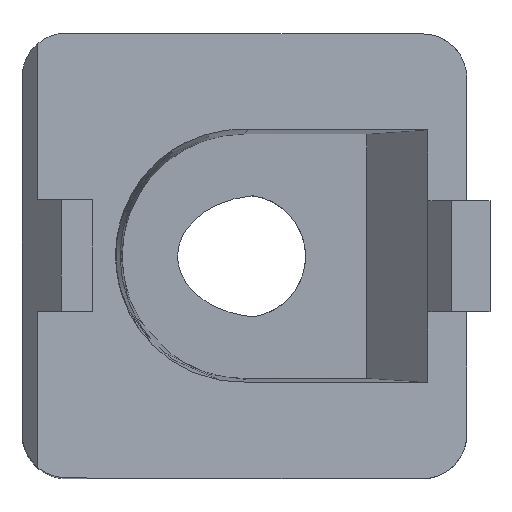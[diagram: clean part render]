
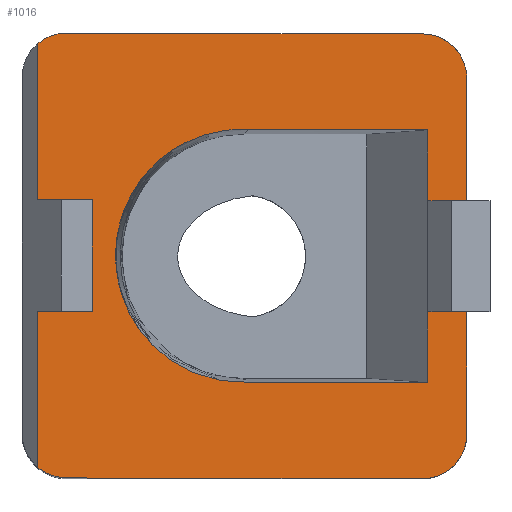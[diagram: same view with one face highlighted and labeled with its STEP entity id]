
A CAD part, top view. The second image highlights one B-rep face of the part: STEP entity #1016.
In plain terms, the highlighted planar face has unit normal (0.707, 0, 0.707).
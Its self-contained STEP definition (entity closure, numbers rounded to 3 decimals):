
#28=B_SPLINE_CURVE_WITH_KNOTS('',3,(#1495,#1496,#1497,#1498),
 .UNSPECIFIED.,.F.,.F.,(4,4),(0.,1.),.UNSPECIFIED.);
#29=B_SPLINE_CURVE_WITH_KNOTS('',3,(#1502,#1503,#1504,#1505),
 .UNSPECIFIED.,.F.,.F.,(4,4),(0.,1.),.UNSPECIFIED.);
#33=PLANE('',#1097);
#81=FACE_OUTER_BOUND('',#139,.T.);
#139=EDGE_LOOP('',(#718,#719,#720,#721,#722,#723,#724,#725,#726,#727,#728,
#729,#730,#731,#732,#733,#734,#735,#736,#737));
#214=LINE('',#1467,#333);
#217=LINE('',#1473,#336);
#218=LINE('',#1475,#337);
#219=LINE('',#1477,#338);
#220=LINE('',#1479,#339);
#221=LINE('',#1481,#340);
#222=LINE('',#1485,#341);
#223=LINE('',#1489,#342);
#224=LINE('',#1491,#343);
#225=LINE('',#1493,#344);
#226=LINE('',#1507,#345);
#227=LINE('',#1509,#346);
#228=LINE('',#1511,#347);
#333=VECTOR('',#1186,10.);
#336=VECTOR('',#1191,10.);
#337=VECTOR('',#1192,10.);
#338=VECTOR('',#1193,10.);
#339=VECTOR('',#1194,10.);
#340=VECTOR('',#1195,10.);
#341=VECTOR('',#1198,10.);
#342=VECTOR('',#1201,10.);
#343=VECTOR('',#1202,10.);
#344=VECTOR('',#1203,10.);
#345=VECTOR('',#1206,10.);
#346=VECTOR('',#1207,10.);
#347=VECTOR('',#1208,10.);
#450=ELLIPSE('',#1093,2.828,2.);
#452=ELLIPSE('',#1098,2.828,2.);
#453=ELLIPSE('',#1099,2.828,2.);
#454=ELLIPSE('',#1100,8.052,5.693);
#455=ELLIPSE('',#1101,2.828,2.);
#464=VERTEX_POINT('',#1455);
#465=VERTEX_POINT('',#1456);
#469=VERTEX_POINT('',#1466);
#471=VERTEX_POINT('',#1472);
#472=VERTEX_POINT('',#1474);
#473=VERTEX_POINT('',#1476);
#474=VERTEX_POINT('',#1478);
#475=VERTEX_POINT('',#1480);
#476=VERTEX_POINT('',#1482);
#477=VERTEX_POINT('',#1484);
#478=VERTEX_POINT('',#1486);
#479=VERTEX_POINT('',#1488);
#480=VERTEX_POINT('',#1490);
#481=VERTEX_POINT('',#1492);
#482=VERTEX_POINT('',#1494);
#483=VERTEX_POINT('',#1499);
#484=VERTEX_POINT('',#1501);
#485=VERTEX_POINT('',#1506);
#486=VERTEX_POINT('',#1508);
#487=VERTEX_POINT('',#1510);
#560=EDGE_CURVE('',#464,#465,#450,.T.);
#565=EDGE_CURVE('',#465,#469,#214,.T.);
#568=EDGE_CURVE('',#471,#464,#217,.T.);
#569=EDGE_CURVE('',#471,#472,#218,.T.);
#570=EDGE_CURVE('',#472,#473,#219,.T.);
#571=EDGE_CURVE('',#473,#474,#220,.T.);
#572=EDGE_CURVE('',#475,#474,#221,.T.);
#573=EDGE_CURVE('',#476,#475,#452,.T.);
#574=EDGE_CURVE('',#477,#476,#222,.T.);
#575=EDGE_CURVE('',#478,#477,#453,.T.);
#576=EDGE_CURVE('',#479,#478,#223,.T.);
#577=EDGE_CURVE('',#479,#480,#224,.T.);
#578=EDGE_CURVE('',#480,#481,#225,.T.);
#579=EDGE_CURVE('',#481,#482,#28,.T.);
#580=EDGE_CURVE('',#482,#483,#454,.T.);
#581=EDGE_CURVE('',#483,#484,#29,.T.);
#582=EDGE_CURVE('',#484,#485,#226,.T.);
#583=EDGE_CURVE('',#485,#486,#227,.T.);
#584=EDGE_CURVE('',#487,#486,#228,.T.);
#585=EDGE_CURVE('',#469,#487,#455,.T.);
#718=ORIENTED_EDGE('',*,*,#560,.F.);
#719=ORIENTED_EDGE('',*,*,#568,.F.);
#720=ORIENTED_EDGE('',*,*,#569,.T.);
#721=ORIENTED_EDGE('',*,*,#570,.T.);
#722=ORIENTED_EDGE('',*,*,#571,.T.);
#723=ORIENTED_EDGE('',*,*,#572,.F.);
#724=ORIENTED_EDGE('',*,*,#573,.F.);
#725=ORIENTED_EDGE('',*,*,#574,.F.);
#726=ORIENTED_EDGE('',*,*,#575,.F.);
#727=ORIENTED_EDGE('',*,*,#576,.F.);
#728=ORIENTED_EDGE('',*,*,#577,.T.);
#729=ORIENTED_EDGE('',*,*,#578,.T.);
#730=ORIENTED_EDGE('',*,*,#579,.T.);
#731=ORIENTED_EDGE('',*,*,#580,.T.);
#732=ORIENTED_EDGE('',*,*,#581,.T.);
#733=ORIENTED_EDGE('',*,*,#582,.T.);
#734=ORIENTED_EDGE('',*,*,#583,.T.);
#735=ORIENTED_EDGE('',*,*,#584,.F.);
#736=ORIENTED_EDGE('',*,*,#585,.F.);
#737=ORIENTED_EDGE('',*,*,#565,.F.);
#1016=ADVANCED_FACE('',(#81),#33,.T.);
#1093=AXIS2_PLACEMENT_3D('',#1457,#1176,#1177);
#1097=AXIS2_PLACEMENT_3D('',#1471,#1189,#1190);
#1098=AXIS2_PLACEMENT_3D('',#1483,#1196,#1197);
#1099=AXIS2_PLACEMENT_3D('',#1487,#1199,#1200);
#1100=AXIS2_PLACEMENT_3D('',#1500,#1204,#1205);
#1101=AXIS2_PLACEMENT_3D('',#1512,#1209,#1210);
#1176=DIRECTION('center_axis',(-0.707,0.,-0.707));
#1177=DIRECTION('ref_axis',(-0.707,0.,0.707));
#1186=DIRECTION('',(0.707,0.,-0.707));
#1189=DIRECTION('center_axis',(0.707,0.,0.707));
#1190=DIRECTION('ref_axis',(0.707,0.,-0.707));
#1191=DIRECTION('',(0.,1.,0.));
#1192=DIRECTION('',(0.707,0.,-0.707));
#1193=DIRECTION('',(0.,-1.,0.));
#1194=DIRECTION('',(-0.707,0.,0.707));
#1195=DIRECTION('',(0.,1.,0.));
#1196=DIRECTION('center_axis',(-0.707,0.,-0.707));
#1197=DIRECTION('ref_axis',(-0.707,0.,0.707));
#1198=DIRECTION('',(-0.707,0.,0.707));
#1199=DIRECTION('center_axis',(-0.707,0.,-0.707));
#1200=DIRECTION('ref_axis',(0.707,0.,-0.707));
#1201=DIRECTION('',(0.,-1.,0.));
#1202=DIRECTION('',(-0.707,0.,0.707));
#1203=DIRECTION('',(0.,-1.,0.));
#1204=DIRECTION('center_axis',(-0.707,0.,-0.707));
#1205=DIRECTION('ref_axis',(-0.707,0.,0.707));
#1206=DIRECTION('',(0.,-1.,0.));
#1207=DIRECTION('',(0.707,0.,-0.707));
#1208=DIRECTION('',(0.,-1.,0.));
#1209=DIRECTION('center_axis',(-0.707,0.,-0.707));
#1210=DIRECTION('ref_axis',(0.707,0.,-0.707));
#1455=CARTESIAN_POINT('',(0.707,9.526,24.293));
#1456=CARTESIAN_POINT('',(2.,10.,23.));
#1457=CARTESIAN_POINT('Origin',(2.,8.,23.));
#1466=CARTESIAN_POINT('',(18.,10.,7.));
#1467=CARTESIAN_POINT('',(20.,10.,5.));
#1471=CARTESIAN_POINT('Origin',(0.707,0.,24.293));
#1472=CARTESIAN_POINT('',(0.707,2.5,24.293));
#1473=CARTESIAN_POINT('',(0.707,0.,24.293));
#1474=CARTESIAN_POINT('',(2.121,2.5,22.879));
#1475=CARTESIAN_POINT('',(1.058,2.5,23.942));
#1476=CARTESIAN_POINT('',(2.121,-2.5,22.879));
#1477=CARTESIAN_POINT('',(2.121,0.,22.879));
#1478=CARTESIAN_POINT('',(0.707,-2.5,24.293));
#1479=CARTESIAN_POINT('',(1.058,-2.5,23.942));
#1480=CARTESIAN_POINT('',(0.707,-9.526,24.293));
#1481=CARTESIAN_POINT('',(0.707,0.,24.293));
#1482=CARTESIAN_POINT('',(2.,-10.,23.));
#1483=CARTESIAN_POINT('Origin',(2.,-8.,23.));
#1484=CARTESIAN_POINT('',(18.,-10.,7.));
#1485=CARTESIAN_POINT('',(20.,-10.,5.));
#1486=CARTESIAN_POINT('',(20.,-8.,5.));
#1487=CARTESIAN_POINT('Origin',(18.,-8.,7.));
#1488=CARTESIAN_POINT('',(20.,-2.5,5.));
#1489=CARTESIAN_POINT('',(20.,0.,5.));
#1490=CARTESIAN_POINT('',(18.25,-2.5,6.75));
#1491=CARTESIAN_POINT('',(9.914,-2.5,15.086));
#1492=CARTESIAN_POINT('',(18.25,-5.686,6.75));
#1493=CARTESIAN_POINT('',(18.25,2.843,6.75));
#1494=CARTESIAN_POINT('',(10.189,-5.686,14.811));
#1495=CARTESIAN_POINT('Ctrl Pts',(18.25,-5.686,6.75));
#1496=CARTESIAN_POINT('Ctrl Pts',(15.563,-5.686,9.437));
#1497=CARTESIAN_POINT('Ctrl Pts',(12.876,-5.686,12.124));
#1498=CARTESIAN_POINT('Ctrl Pts',(10.189,-5.686,14.811));
#1499=CARTESIAN_POINT('',(10.189,5.686,14.811));
#1500=CARTESIAN_POINT('Origin',(9.901,0.,15.099));
#1501=CARTESIAN_POINT('',(18.25,5.686,6.75));
#1502=CARTESIAN_POINT('Ctrl Pts',(10.189,5.686,14.811));
#1503=CARTESIAN_POINT('Ctrl Pts',(12.876,5.686,12.124));
#1504=CARTESIAN_POINT('Ctrl Pts',(15.563,5.686,9.437));
#1505=CARTESIAN_POINT('Ctrl Pts',(18.25,5.686,6.75));
#1506=CARTESIAN_POINT('',(18.25,2.5,6.75));
#1507=CARTESIAN_POINT('',(18.25,2.843,6.75));
#1508=CARTESIAN_POINT('',(20.,2.5,5.));
#1509=CARTESIAN_POINT('',(9.914,2.5,15.086));
#1510=CARTESIAN_POINT('',(20.,8.,5.));
#1511=CARTESIAN_POINT('',(20.,0.,5.));
#1512=CARTESIAN_POINT('Origin',(18.,8.,7.));
